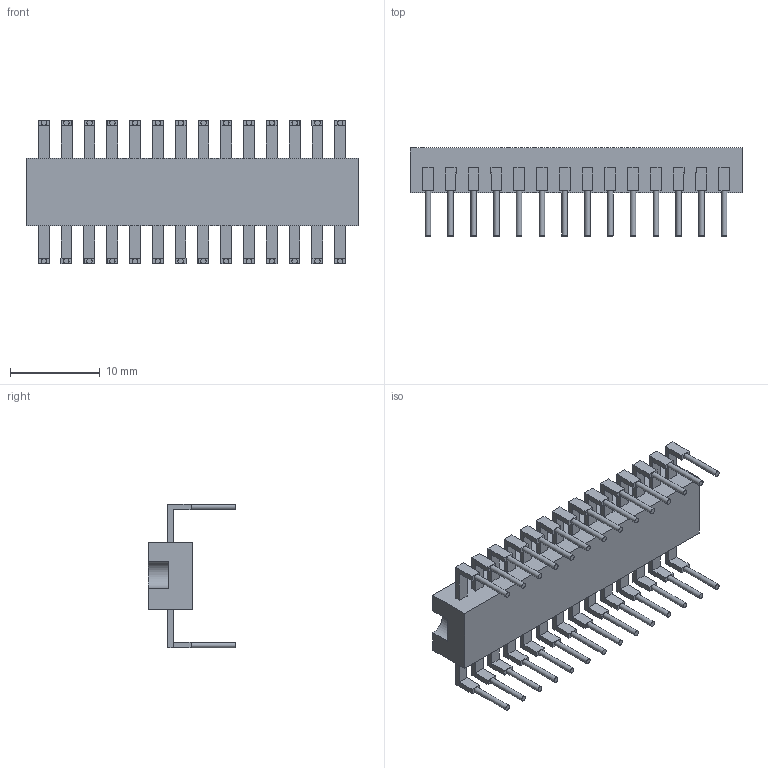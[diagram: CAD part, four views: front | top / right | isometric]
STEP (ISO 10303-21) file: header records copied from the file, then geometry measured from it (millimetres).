
FILE_DESCRIPTION(/* description */ (''),/* implementation_level */ '2;1');
FILE_NAME(/* name */ 'K572ПВ4.stp',/* time_stamp */ '2020-03-31T19:38:42+03:00',/* author */ ('user'),/* organization */ (''),/* preprocessor_version */ 'ST-DEVELOPER v17',/* originating_system */ 'Autodesk Inventor 2019',/* authorisation */ '');
FILE_SCHEMA (('AUTOMOTIVE_DESIGN { 1 0 10303 214 3 1 1 }'));
Length unit declared in the file: millimetre
Products named in the file (1): K572ПВ4
Bounding box: 37 x 9.8 x 16 mm (x, y, z)
Volume: 1545 mm3; surface area: 1898.3 mm2
Topology: 1 solids, 1 shells, 383 faces, 962 edges, 609 vertices
Faces by surface type: plane 354, cylinder 29
Full cylindrical faces by diameter (mm): 0.6 x28
Entity records: 11630 total; most frequent: CARTESIAN_POINT 1955, ORIENTED_EDGE 1924, DIRECTION 1844, EDGE_CURVE 962, LINE 848, VECTOR 848, VERTEX_POINT 609, AXIS2_PLACEMENT_3D 498
